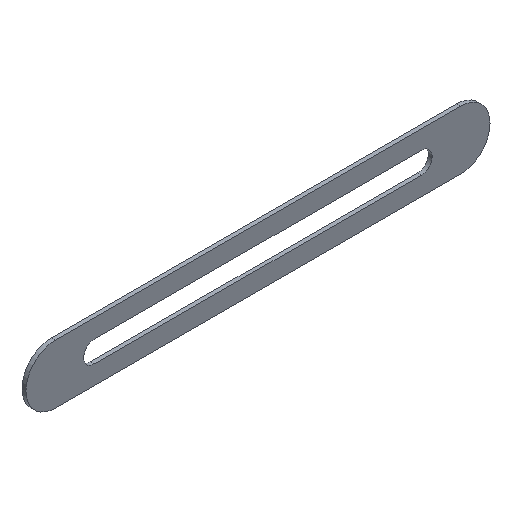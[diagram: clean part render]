
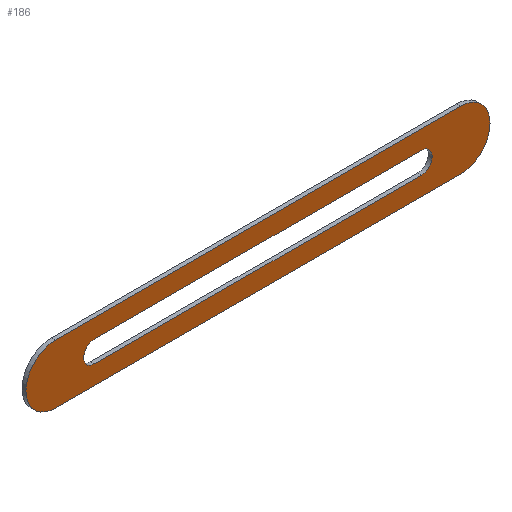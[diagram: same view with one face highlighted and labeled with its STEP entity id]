
A CAD part, isometric view. The second image highlights one B-rep face of the part: STEP entity #186.
In plain terms, the highlighted planar face has unit normal (0, -1, 0).
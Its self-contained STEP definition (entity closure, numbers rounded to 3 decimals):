
#16=FACE_BOUND('',#50,.T.);
#17=CIRCLE('',#203,8.25);
#19=CIRCLE('',#207,8.25);
#21=CIRCLE('',#210,22.5);
#23=CIRCLE('',#214,22.5);
#38=FACE_OUTER_BOUND('',#49,.T.);
#49=EDGE_LOOP('',(#163,#164,#165,#166));
#50=EDGE_LOOP('',(#167,#168,#169,#170));
#51=LINE('',#277,#67);
#56=LINE('',#291,#72);
#61=LINE('',#309,#77);
#65=LINE('',#320,#81);
#67=VECTOR('',#223,10.);
#72=VECTOR('',#236,10.);
#77=VECTOR('',#255,10.);
#81=VECTOR('',#267,10.);
#83=VERTEX_POINT('',#275);
#84=VERTEX_POINT('',#276);
#87=VERTEX_POINT('',#284);
#89=VERTEX_POINT('',#290);
#91=VERTEX_POINT('',#299);
#92=VERTEX_POINT('',#300);
#95=VERTEX_POINT('',#308);
#97=VERTEX_POINT('',#314);
#99=EDGE_CURVE('',#83,#84,#51,.T.);
#103=EDGE_CURVE('',#87,#83,#17,.T.);
#106=EDGE_CURVE('',#89,#87,#56,.T.);
#109=EDGE_CURVE('',#84,#89,#19,.T.);
#111=EDGE_CURVE('',#91,#92,#21,.T.);
#115=EDGE_CURVE('',#95,#91,#61,.T.);
#118=EDGE_CURVE('',#97,#95,#23,.T.);
#121=EDGE_CURVE('',#92,#97,#65,.T.);
#163=ORIENTED_EDGE('',*,*,#121,.F.);
#164=ORIENTED_EDGE('',*,*,#111,.F.);
#165=ORIENTED_EDGE('',*,*,#115,.F.);
#166=ORIENTED_EDGE('',*,*,#118,.F.);
#167=ORIENTED_EDGE('',*,*,#109,.F.);
#168=ORIENTED_EDGE('',*,*,#99,.F.);
#169=ORIENTED_EDGE('',*,*,#103,.F.);
#170=ORIENTED_EDGE('',*,*,#106,.F.);
#176=PLANE('',#218);
#186=ADVANCED_FACE('',(#38,#16),#176,.F.);
#203=AXIS2_PLACEMENT_3D('',#285,#229,#230);
#207=AXIS2_PLACEMENT_3D('',#296,#241,#242);
#210=AXIS2_PLACEMENT_3D('',#301,#247,#248);
#214=AXIS2_PLACEMENT_3D('',#315,#260,#261);
#218=AXIS2_PLACEMENT_3D('',#323,#271,#272);
#223=DIRECTION('',(1.,0.,0.));
#229=DIRECTION('center_axis',(0.,-1.,0.));
#230=DIRECTION('ref_axis',(0.,0.,-1.));
#236=DIRECTION('',(-1.,0.,0.));
#241=DIRECTION('center_axis',(0.,-1.,0.));
#242=DIRECTION('ref_axis',(0.,0.,1.));
#247=DIRECTION('center_axis',(0.,1.,0.));
#248=DIRECTION('ref_axis',(0.,0.,-1.));
#255=DIRECTION('',(-1.,0.,0.));
#260=DIRECTION('center_axis',(0.,1.,0.));
#261=DIRECTION('ref_axis',(0.,0.,1.));
#267=DIRECTION('',(1.,0.,0.));
#271=DIRECTION('center_axis',(0.,1.,0.));
#272=DIRECTION('ref_axis',(1.,0.,0.));
#275=CARTESIAN_POINT('',(87.828,0.,-245.652));
#276=CARTESIAN_POINT('',(337.828,0.,-245.652));
#277=CARTESIAN_POINT('',(337.828,0.,-245.652));
#284=CARTESIAN_POINT('',(87.828,0.,-229.152));
#285=CARTESIAN_POINT('Origin',(87.828,0.,-237.402));
#290=CARTESIAN_POINT('',(337.828,0.,-229.152));
#291=CARTESIAN_POINT('',(87.828,0.,-229.152));
#296=CARTESIAN_POINT('Origin',(337.828,0.,-237.402));
#299=CARTESIAN_POINT('',(57.828,0.,-259.902));
#300=CARTESIAN_POINT('',(57.828,0.,-214.902));
#301=CARTESIAN_POINT('Origin',(57.828,0.,-237.402));
#308=CARTESIAN_POINT('',(367.828,0.,-259.902));
#309=CARTESIAN_POINT('',(367.828,0.,-259.902));
#314=CARTESIAN_POINT('',(367.828,0.,-214.902));
#315=CARTESIAN_POINT('Origin',(367.828,0.,-237.402));
#320=CARTESIAN_POINT('',(57.828,0.,-214.902));
#323=CARTESIAN_POINT('Origin',(212.828,0.,-237.402));
